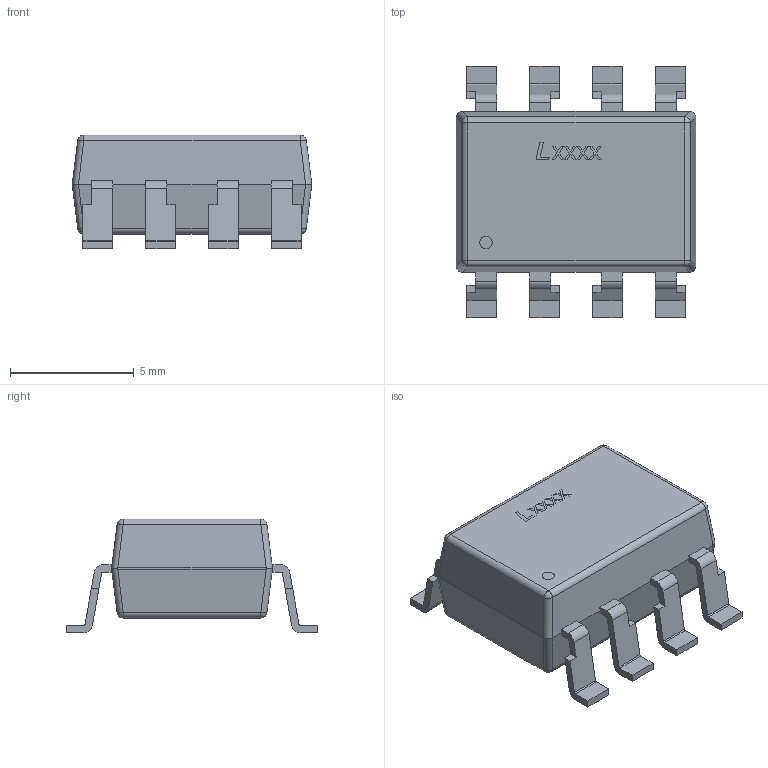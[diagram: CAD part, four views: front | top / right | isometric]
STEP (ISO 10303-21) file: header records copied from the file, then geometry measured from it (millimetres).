
FILE_DESCRIPTION(/* description */ (''),/* implementation_level */ '2;1');
FILE_NAME(/* name */ 'Lite-On - SMD-8.step',/* time_stamp */ '2020-06-27T23:27:30+01:00',/* author */ (''),/* organization */ (''),/* preprocessor_version */ 'ST-DEVELOPER v18.1',/* originating_system */ 'Autodesk Translation Framework v9.3.0.1241',/* authorisation */ '');
FILE_SCHEMA (('AUTOMOTIVE_DESIGN { 1 0 10303 214 3 1 1 }'));
Length unit declared in the file: millimetre
Products named in the file (1): Lite-On - SMD-8
Bounding box: 9.68 x 10.16 x 4.6 mm (x, y, z)
Volume: 245.1 mm3; surface area: 315.5 mm2
Topology: 1 solids, 1 shells, 229 faces, 635 edges, 414 vertices
Faces by surface type: plane 162, cylinder 51, sphere 8, bspline 8
Full cylindrical faces by diameter (mm): 0.5 x1
Entity records: 7487 total; most frequent: CARTESIAN_POINT 1415, ORIENTED_EDGE 1270, DIRECTION 1165, EDGE_CURVE 635, LINE 517, VECTOR 517, VERTEX_POINT 414, AXIS2_PLACEMENT_3D 324
